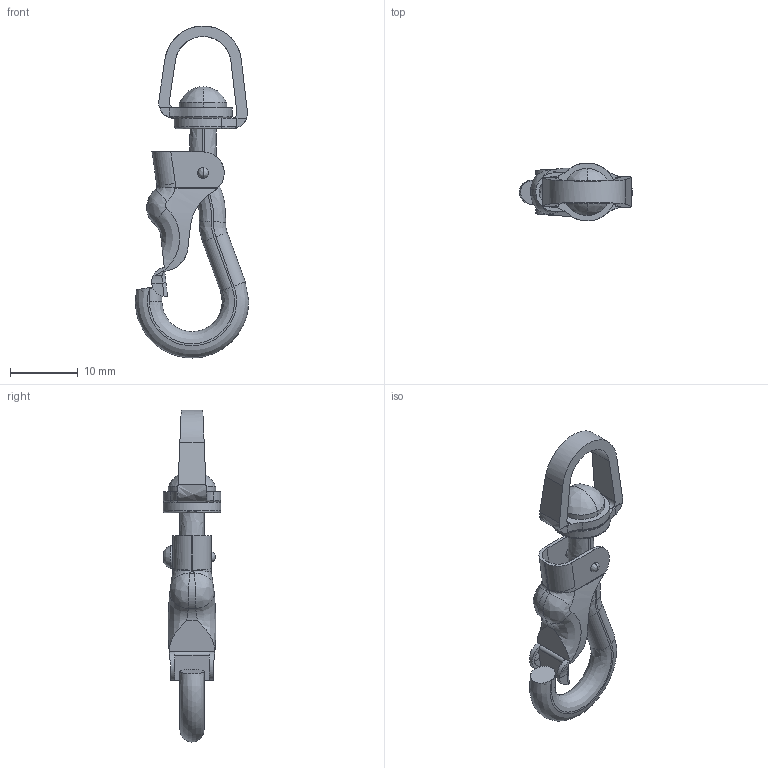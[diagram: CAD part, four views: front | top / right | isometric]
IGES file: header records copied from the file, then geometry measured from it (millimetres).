
Start section: ------------------------------------------------------------------------
Global section: file name: PC3955.6736.TM_179_4_18309.igs; native system: spGate; preprocessor: ver20.6.3 (****-****-****-****); author: Unknown; organization: Unknown; date: 260406.092700; units: millimetre
Bounding box: 16.72 x 8.55 x 49 mm (x, y, z)
Volume: 1173.6 mm3; surface area: 2039.6 mm2
Topology: 3 solids, 3 shells, 160 faces, 439 edges, 277 vertices
Faces by surface type: bspline 160
